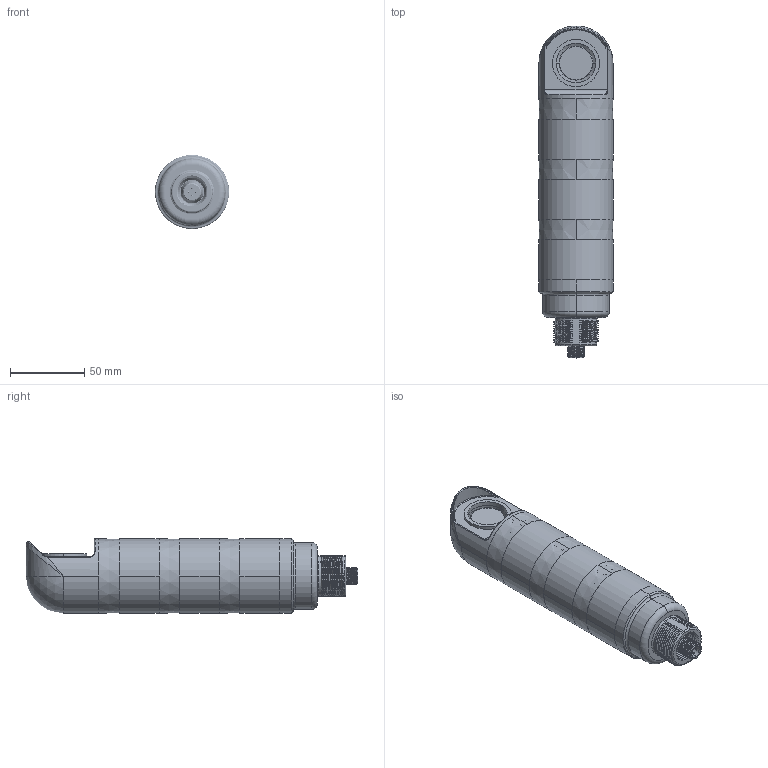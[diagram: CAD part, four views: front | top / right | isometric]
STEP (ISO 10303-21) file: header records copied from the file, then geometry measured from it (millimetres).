
FILE_DESCRIPTION((''),'2;1');
FILE_NAME('154239_SW','2010-09-09T',('banengservice'),('BANNER ENGINEERING'),'PRO/ENGINEER BY PARAMETRIC TECHNOLOGY CORPORATION, 2009141','PRO/ENGINEER BY PARAMETRIC TECHNOLOGY CORPORATION, 2009141','');
FILE_SCHEMA(('CONFIG_CONTROL_DESIGN'));
Products named in the file (1): 154239_SW
Bounding box: 50 x 223.8 x 50 mm (x, y, z)
Volume: 70763.9 mm3; surface area: 108654.5 mm2
Topology: 5 solids, 8 shells, 1630 faces, 4382 edges, 2834 vertices
Faces by surface type: plane 678, cylinder 389, bspline 385, cone 112, torus 62, sphere 4
Entity records: 120718 total; most frequent: CARTESIAN_POINT 82912, ORIENTED_EDGE 8760, DIRECTION 6536, EDGE_CURVE 4380, VERTEX_POINT 2834, AXIS2_PLACEMENT_3D 2318, VECTOR 1900, LINE 1900
